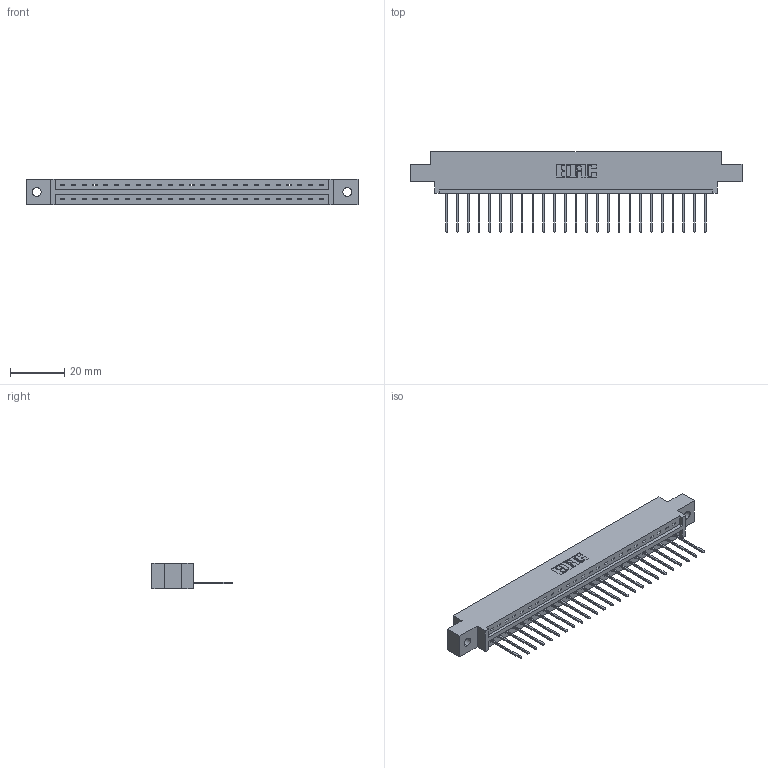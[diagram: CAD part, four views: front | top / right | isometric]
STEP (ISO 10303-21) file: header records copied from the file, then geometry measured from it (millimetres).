
FILE_DESCRIPTION (( 'STEP AP203' ), '1' );
FILE_NAME ('387-025-540-602.STEP', '2018-09-15T18:09:35', ( '' ), ( '' ), 'SwSTEP 2.0', 'SolidWorks 2016', '' );
FILE_SCHEMA (( 'CONFIG_CONTROL_DESIGN' ));
Length unit declared in the file: inch
Products named in the file (3): 337 Part_0.170 Offset - 0.128 Dia; 345-292-001_345-293-140; 387-025-540-602
Assembly tree (26 placements, depth 2):
  387-025-540-602
    337 Part_0.170 Offset - 0.128 Dia
    345-292-001_345-293-140  x25
Bounding box: 122.07 x 29.47 x 9.4 mm (x, y, z)
Volume: 12354.3 mm3; surface area: 12749.8 mm2
Topology: 26 solids, 26 shells, 1668 faces, 5023 edges, 3314 vertices
Faces by surface type: plane 1224, cylinder 444
Entity records: 20935 total; most frequent: CARTESIAN_POINT 3653, ORIENTED_EDGE 3614, DIRECTION 3109, EDGE_CURVE 1807, LINE 1679, VECTOR 1679, VERTEX_POINT 1202, AXIS2_PLACEMENT_3D 715
